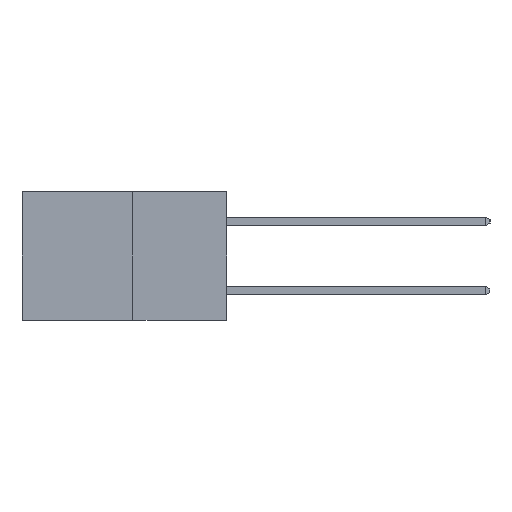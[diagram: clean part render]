
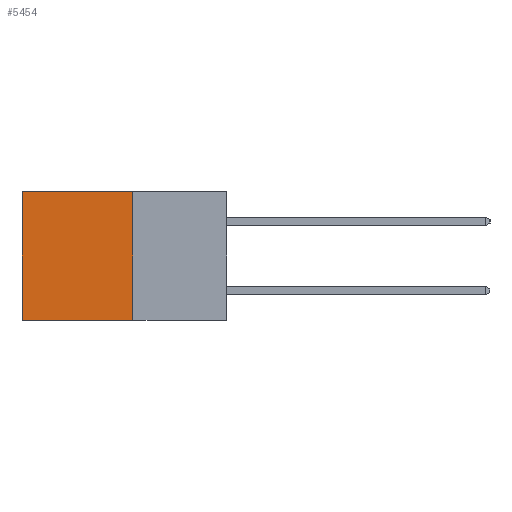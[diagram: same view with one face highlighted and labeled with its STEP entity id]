
A CAD part, left-side view. The second image highlights one B-rep face of the part: STEP entity #5454.
In plain terms, the highlighted planar face has unit normal (-1, 0, 0).
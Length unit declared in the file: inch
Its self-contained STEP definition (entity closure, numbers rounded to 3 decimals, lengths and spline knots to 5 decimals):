
#196 = VECTOR ( 'NONE', #877, 39.37008 ) ;
#390 = CARTESIAN_POINT ( 'NONE',  ( 0.277, 0.27, -0.37 ) ) ;
#877 = DIRECTION ( 'NONE',  ( 0., 1., 0. ) ) ;
#1003 = CARTESIAN_POINT ( 'NONE',  ( 0.277, 0.27, 0. ) ) ;
#1120 = VERTEX_POINT ( 'NONE', #4577 ) ;
#1197 = VERTEX_POINT ( 'NONE', #1208 ) ;
#1208 = CARTESIAN_POINT ( 'NONE',  ( 0.277, 0.27, -0.37 ) ) ;
#1271 = EDGE_CURVE ( 'NONE', #8637, #1197, #10565, .T. ) ;
#1413 = VECTOR ( 'NONE', #1713, 39.37008 ) ;
#1632 = CARTESIAN_POINT ( 'NONE',  ( 0.277, 0.27, -0.37 ) ) ;
#1713 = DIRECTION ( 'NONE',  ( 0., 0., -1. ) ) ;
#1760 = ORIENTED_EDGE ( 'NONE', *, *, #1271, .F. ) ;
#2243 = CARTESIAN_POINT ( 'NONE',  ( 0.277, 0.59, -0.37 ) ) ;
#2605 = VERTEX_POINT ( 'NONE', #2243 ) ;
#3824 = ORIENTED_EDGE ( 'NONE', *, *, #10858, .T. ) ;
#4577 = CARTESIAN_POINT ( 'NONE',  ( 0.277, 0.59, 0. ) ) ;
#4713 = LINE ( 'NONE', #9706, #9055 ) ;
#4859 = EDGE_LOOP ( 'NONE', ( #3824, #10650, #1760, #10882 ) ) ;
#5261 = AXIS2_PLACEMENT_3D ( 'NONE', #10642, #10570, #10557 ) ;
#5300 = CARTESIAN_POINT ( 'NONE',  ( 0.277, 0.27, 0. ) ) ;
#5358 = EDGE_CURVE ( 'NONE', #8637, #1120, #7250, .T. ) ;
#5454 = ADVANCED_FACE ( 'NONE', ( #8434 ), #10626, .F. ) ;
#5640 = VECTOR ( 'NONE', #10685, 39.37008 ) ;
#5910 = LINE ( 'NONE', #390, #5640 ) ;
#7250 = LINE ( 'NONE', #1003, #196 ) ;
#8054 = DIRECTION ( 'NONE',  ( 0., 0., -1. ) ) ;
#8434 = FACE_OUTER_BOUND ( 'NONE', #4859, .T. ) ;
#8637 = VERTEX_POINT ( 'NONE', #5300 ) ;
#9055 = VECTOR ( 'NONE', #8054, 39.37008 ) ;
#9706 = CARTESIAN_POINT ( 'NONE',  ( 0.277, 0.59, -0.37 ) ) ;
#10557 = DIRECTION ( 'NONE',  ( 0., 0., -1. ) ) ;
#10565 = LINE ( 'NONE', #1632, #1413 ) ;
#10570 = DIRECTION ( 'NONE',  ( 1., 0., 0. ) ) ;
#10626 = PLANE ( 'NONE',  #5261 ) ;
#10642 = CARTESIAN_POINT ( 'NONE',  ( 0.277, 0.27, -0.37 ) ) ;
#10650 = ORIENTED_EDGE ( 'NONE', *, *, #11057, .F. ) ;
#10685 = DIRECTION ( 'NONE',  ( 0., 1., 0. ) ) ;
#10858 = EDGE_CURVE ( 'NONE', #1120, #2605, #4713, .T. ) ;
#10882 = ORIENTED_EDGE ( 'NONE', *, *, #5358, .T. ) ;
#11057 = EDGE_CURVE ( 'NONE', #1197, #2605, #5910, .T. ) ;
